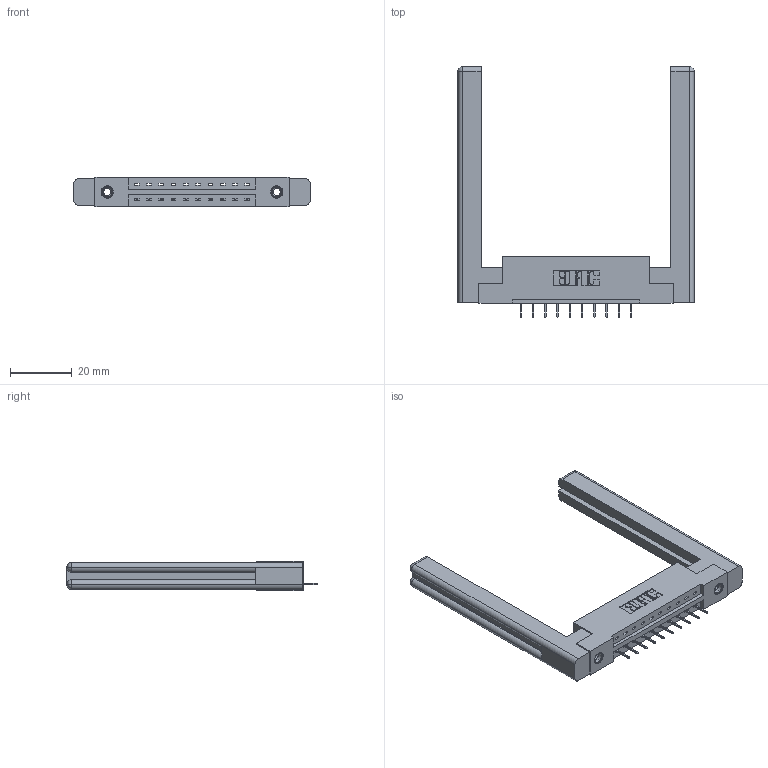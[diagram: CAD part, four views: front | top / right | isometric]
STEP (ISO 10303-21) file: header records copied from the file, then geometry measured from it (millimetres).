
FILE_DESCRIPTION (( 'STEP AP203' ), '1' );
FILE_NAME ('337-010-524-158.STEP', '2019-09-27T21:21:22', ( '' ), ( '' ), 'SwSTEP 2.0', 'SolidWorks 2016', '' );
FILE_SCHEMA (( 'CONFIG_CONTROL_DESIGN' ));
Length unit declared in the file: inch
Products named in the file (5): 337 Part_Flush Mounting Lugs - 0.156 Dia-TI; 337-010-524-158; 307-220-058; 345-292-001_345-293-124; 345-250-001_345-250-001-102
Assembly tree (15 placements, depth 2):
  337-010-524-158
    337 Part_Flush Mounting Lugs - 0.156 Dia-TI
    345-292-001_345-293-124  x10
    345-250-001_345-250-001-102  x2
    307-220-058  x2
Bounding box: 76.25 x 80.78 x 9.4 mm (x, y, z)
Volume: 14647.2 mm3; surface area: 12631.2 mm2
Topology: 15 solids, 15 shells, 916 faces, 2585 edges, 1670 vertices
Faces by surface type: plane 674, cylinder 218, cone 12, torus 12
Entity records: 14280 total; most frequent: CARTESIAN_POINT 2483, ORIENTED_EDGE 2368, DIRECTION 2176, EDGE_CURVE 1184, VECTOR 1012, LINE 1012, VERTEX_POINT 778, AXIS2_PLACEMENT_3D 582
